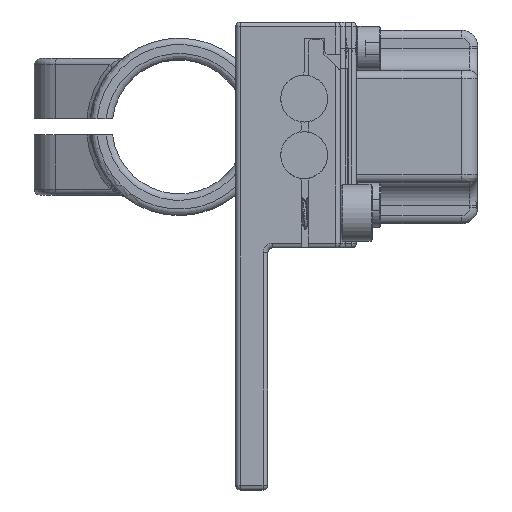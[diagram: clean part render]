
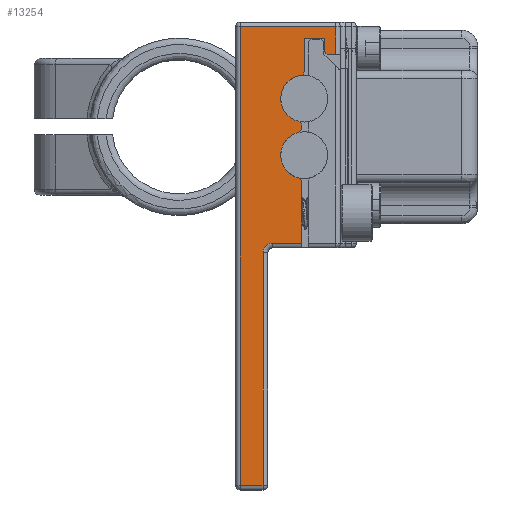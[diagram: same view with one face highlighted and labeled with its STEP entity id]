
A CAD part, left-side view. The second image highlights one B-rep face of the part: STEP entity #13254.
In plain terms, the highlighted planar face has unit normal (-1, 0, 0).
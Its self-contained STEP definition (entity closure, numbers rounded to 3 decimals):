
#1069=FACE_OUTER_BOUND('',#1868,.T.);
#1868=EDGE_LOOP('',(#9949,#9950,#9951,#9952,#9953,#9954,#9955,#9956,#9957,
#9958,#9959,#9960,#9961,#9962,#9963,#9964,#9965,#9966,#9967,#9968));
#2598=CIRCLE('',#14194,1.2);
#2672=CIRCLE('',#14332,0.5);
#2673=CIRCLE('',#14333,2.9);
#2674=CIRCLE('',#14334,0.5);
#2675=CIRCLE('',#14335,0.5);
#2676=CIRCLE('',#14336,2.9);
#2677=CIRCLE('',#14337,0.5);
#2678=CIRCLE('',#14338,0.5);
#3448=LINE('',#20417,#4628);
#3458=LINE('',#20460,#4638);
#3469=LINE('',#20497,#4649);
#3475=LINE('',#20519,#4655);
#3477=LINE('',#20541,#4657);
#3479=LINE('',#20547,#4659);
#3529=LINE('',#20704,#4709);
#3531=LINE('',#20708,#4711);
#3532=LINE('',#20716,#4712);
#3533=LINE('',#20724,#4713);
#3534=LINE('',#20726,#4714);
#3535=LINE('',#20728,#4715);
#4628=VECTOR('',#16331,10.);
#4638=VECTOR('',#16383,10.);
#4649=VECTOR('',#16430,10.);
#4655=VECTOR('',#16460,10.);
#4657=VECTOR('',#16488,10.);
#4659=VECTOR('',#16494,10.);
#4709=VECTOR('',#16678,10.);
#4711=VECTOR('',#16682,10.);
#4712=VECTOR('',#16689,10.);
#4713=VECTOR('',#16696,10.);
#4714=VECTOR('',#16697,10.);
#4715=VECTOR('',#16698,10.);
#5789=VERTEX_POINT('',#20408);
#5790=VERTEX_POINT('',#20410);
#5792=VERTEX_POINT('',#20415);
#5803=VERTEX_POINT('',#20451);
#5811=VERTEX_POINT('',#20488);
#5815=VERTEX_POINT('',#20511);
#5823=VERTEX_POINT('',#20537);
#5824=VERTEX_POINT('',#20543);
#5865=VERTEX_POINT('',#20703);
#5866=VERTEX_POINT('',#20707);
#5867=VERTEX_POINT('',#20709);
#5868=VERTEX_POINT('',#20711);
#5869=VERTEX_POINT('',#20713);
#5870=VERTEX_POINT('',#20715);
#5871=VERTEX_POINT('',#20717);
#5872=VERTEX_POINT('',#20719);
#5873=VERTEX_POINT('',#20721);
#5874=VERTEX_POINT('',#20723);
#5875=VERTEX_POINT('',#20725);
#5876=VERTEX_POINT('',#20727);
#7222=EDGE_CURVE('',#5789,#5790,#2598,.T.);
#7225=EDGE_CURVE('',#5792,#5789,#3448,.T.);
#7247=EDGE_CURVE('',#5790,#5803,#3458,.T.);
#7267=EDGE_CURVE('',#5803,#5811,#3469,.T.);
#7279=EDGE_CURVE('',#5811,#5815,#3475,.T.);
#7290=EDGE_CURVE('',#5815,#5823,#3477,.T.);
#7293=EDGE_CURVE('',#5823,#5824,#3479,.T.);
#7377=EDGE_CURVE('',#5865,#5824,#3529,.T.);
#7379=EDGE_CURVE('',#5792,#5866,#3531,.T.);
#7380=EDGE_CURVE('',#5867,#5866,#2672,.T.);
#7381=EDGE_CURVE('',#5868,#5867,#2673,.T.);
#7382=EDGE_CURVE('',#5869,#5868,#2674,.T.);
#7383=EDGE_CURVE('',#5869,#5870,#3532,.T.);
#7384=EDGE_CURVE('',#5871,#5870,#2675,.T.);
#7385=EDGE_CURVE('',#5872,#5871,#2676,.T.);
#7386=EDGE_CURVE('',#5873,#5872,#2677,.T.);
#7387=EDGE_CURVE('',#5873,#5874,#3533,.T.);
#7388=EDGE_CURVE('',#5874,#5875,#3534,.T.);
#7389=EDGE_CURVE('',#5875,#5876,#3535,.T.);
#7390=EDGE_CURVE('',#5876,#5865,#2678,.T.);
#9949=ORIENTED_EDGE('',*,*,#7293,.F.);
#9950=ORIENTED_EDGE('',*,*,#7290,.F.);
#9951=ORIENTED_EDGE('',*,*,#7279,.F.);
#9952=ORIENTED_EDGE('',*,*,#7267,.F.);
#9953=ORIENTED_EDGE('',*,*,#7247,.F.);
#9954=ORIENTED_EDGE('',*,*,#7222,.F.);
#9955=ORIENTED_EDGE('',*,*,#7225,.F.);
#9956=ORIENTED_EDGE('',*,*,#7379,.T.);
#9957=ORIENTED_EDGE('',*,*,#7380,.F.);
#9958=ORIENTED_EDGE('',*,*,#7381,.F.);
#9959=ORIENTED_EDGE('',*,*,#7382,.F.);
#9960=ORIENTED_EDGE('',*,*,#7383,.T.);
#9961=ORIENTED_EDGE('',*,*,#7384,.F.);
#9962=ORIENTED_EDGE('',*,*,#7385,.F.);
#9963=ORIENTED_EDGE('',*,*,#7386,.F.);
#9964=ORIENTED_EDGE('',*,*,#7387,.T.);
#9965=ORIENTED_EDGE('',*,*,#7388,.T.);
#9966=ORIENTED_EDGE('',*,*,#7389,.T.);
#9967=ORIENTED_EDGE('',*,*,#7390,.T.);
#9968=ORIENTED_EDGE('',*,*,#7377,.T.);
#12785=PLANE('',#14331);
#13254=ADVANCED_FACE('',(#1069),#12785,.T.);
#14194=AXIS2_PLACEMENT_3D('',#20411,#16323,#16324);
#14331=AXIS2_PLACEMENT_3D('',#20706,#16680,#16681);
#14332=AXIS2_PLACEMENT_3D('',#20710,#16683,#16684);
#14333=AXIS2_PLACEMENT_3D('',#20712,#16685,#16686);
#14334=AXIS2_PLACEMENT_3D('',#20714,#16687,#16688);
#14335=AXIS2_PLACEMENT_3D('',#20718,#16690,#16691);
#14336=AXIS2_PLACEMENT_3D('',#20720,#16692,#16693);
#14337=AXIS2_PLACEMENT_3D('',#20722,#16694,#16695);
#14338=AXIS2_PLACEMENT_3D('',#20729,#16699,#16700);
#16323=DIRECTION('center_axis',(-1.,0.,0.));
#16324=DIRECTION('ref_axis',(0.,0.707,0.707));
#16331=DIRECTION('',(0.,1.,0.));
#16383=DIRECTION('',(0.,0.,-1.));
#16430=DIRECTION('',(0.,1.,0.));
#16460=DIRECTION('',(0.,0.,1.));
#16488=DIRECTION('',(0.,-1.,0.));
#16494=DIRECTION('',(0.,0.,-1.));
#16678=DIRECTION('',(0.,-1.,0.));
#16680=DIRECTION('center_axis',(-1.,0.,0.));
#16681=DIRECTION('ref_axis',(0.,0.,1.));
#16682=DIRECTION('',(0.,0.,1.));
#16683=DIRECTION('center_axis',(1.,0.,0.));
#16684=DIRECTION('ref_axis',(0.,-0.786,0.618));
#16685=DIRECTION('center_axis',(-1.,0.,0.));
#16686=DIRECTION('ref_axis',(0.,0.,1.));
#16687=DIRECTION('center_axis',(1.,0.,0.));
#16688=DIRECTION('ref_axis',(0.,-0.786,-0.618));
#16689=DIRECTION('',(0.,0.,1.));
#16690=DIRECTION('center_axis',(1.,0.,0.));
#16691=DIRECTION('ref_axis',(0.,-0.786,0.618));
#16692=DIRECTION('center_axis',(-1.,0.,0.));
#16693=DIRECTION('ref_axis',(0.,0.,1.));
#16694=DIRECTION('center_axis',(1.,0.,0.));
#16695=DIRECTION('ref_axis',(0.,-0.757,-0.653));
#16696=DIRECTION('',(0.,0.,1.));
#16697=DIRECTION('',(0.,-1.,0.));
#16698=DIRECTION('',(0.,0.,-1.));
#16699=DIRECTION('center_axis',(-1.,0.,0.));
#16700=DIRECTION('ref_axis',(0.,1.,0.));
#20408=CARTESIAN_POINT('',(-57.,10.4,-14.4));
#20410=CARTESIAN_POINT('',(-57.,11.6,-15.6));
#20411=CARTESIAN_POINT('Origin',(-57.,10.4,-15.6));
#20415=CARTESIAN_POINT('',(-57.,6.8,-14.4));
#20417=CARTESIAN_POINT('',(-57.,3.25,-14.4));
#20451=CARTESIAN_POINT('',(-57.,11.6,-44.4));
#20460=CARTESIAN_POINT('',(-57.,11.6,-8.));
#20488=CARTESIAN_POINT('',(-57.,14.4,-44.4));
#20497=CARTESIAN_POINT('',(-57.,9.25,-44.4));
#20511=CARTESIAN_POINT('',(-57.,14.4,12.4));
#20519=CARTESIAN_POINT('',(-57.,14.4,-8.));
#20537=CARTESIAN_POINT('',(-57.,2.6,12.4));
#20541=CARTESIAN_POINT('',(-57.,6.5,12.4));
#20543=CARTESIAN_POINT('',(-57.,2.6,9.));
#20547=CARTESIAN_POINT('',(-57.,2.6,-5.));
#20703=CARTESIAN_POINT('',(-57.,3.5,9.));
#20704=CARTESIAN_POINT('',(-57.,5.,9.));
#20706=CARTESIAN_POINT('Origin',(-57.,6.5,0.));
#20707=CARTESIAN_POINT('',(-57.,6.8,-6.805));
#20708=CARTESIAN_POINT('',(-57.,6.8,-7.5));
#20709=CARTESIAN_POINT('',(-57.,7.182,-6.319));
#20710=CARTESIAN_POINT('Origin',(-57.,7.3,-6.805));
#20711=CARTESIAN_POINT('',(-57.,7.182,-0.681));
#20712=CARTESIAN_POINT('Origin',(-57.,6.5,-3.5));
#20713=CARTESIAN_POINT('',(-57.,6.8,-0.195));
#20714=CARTESIAN_POINT('Origin',(-57.,7.3,-0.195));
#20715=CARTESIAN_POINT('',(-57.,6.8,0.195));
#20716=CARTESIAN_POINT('',(-57.,6.8,-0.3));
#20717=CARTESIAN_POINT('',(-57.,7.182,0.681));
#20718=CARTESIAN_POINT('Origin',(-57.,7.3,0.195));
#20719=CARTESIAN_POINT('',(-57.,6.926,6.368));
#20720=CARTESIAN_POINT('Origin',(-57.,6.5,3.5));
#20721=CARTESIAN_POINT('',(-57.,6.5,6.863));
#20722=CARTESIAN_POINT('Origin',(-57.,7.,6.863));
#20723=CARTESIAN_POINT('',(-57.,6.5,11.));
#20724=CARTESIAN_POINT('',(-57.,6.5,3.2));
#20725=CARTESIAN_POINT('',(-57.,4.,11.));
#20726=CARTESIAN_POINT('',(-57.,6.5,11.));
#20727=CARTESIAN_POINT('',(-57.,4.,9.5));
#20728=CARTESIAN_POINT('',(-57.,4.,5.5));
#20729=CARTESIAN_POINT('Origin',(-57.,3.5,9.5));
